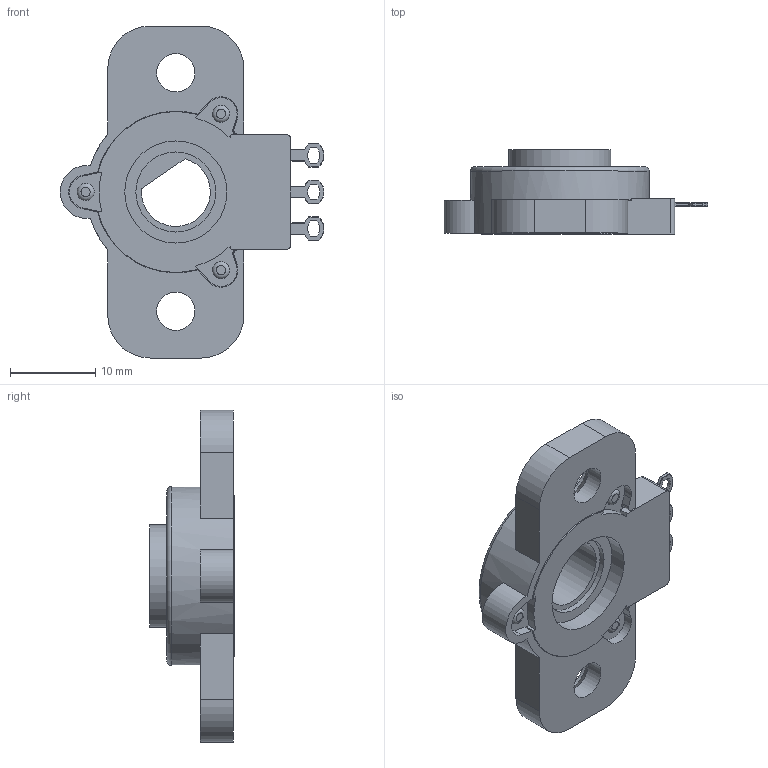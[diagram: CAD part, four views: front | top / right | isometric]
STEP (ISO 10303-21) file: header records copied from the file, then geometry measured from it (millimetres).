
FILE_DESCRIPTION(/* description */ (''),/* implementation_level */ '2;1');
FILE_NAME(/* name */ 'PHS21.stp',/* time_stamp */ '2021-10-14T10:54:34-04:00',/* author */ ('avery.harrell'),/* organization */ (''),/* preprocessor_version */ 'ST-DEVELOPER v17.2',/* originating_system */ 'Autodesk Inventor 2019',/* authorisation */ '');
FILE_SCHEMA (('AUTOMOTIVE_DESIGN { 1 0 10303 214 3 1 1 }'));
Length unit declared in the file: millimetre
Products named in the file (6): PHS21; PHS21 body; PHS21 core-terms; PHS21 Core; PHS21 Term; PHS21 plastic weld
Assembly tree (9 placements, depth 3):
  PHS21
    PHS21 body
    PHS21 core-terms
      PHS21 Core
      PHS21 Term  x3
    PHS21 plastic weld  x3
Bounding box: 31 x 9.9 x 39 mm (x, y, z)
Volume: 3535.3 mm3; surface area: 3783.9 mm2
Topology: 8 solids, 8 shells, 372 faces, 959 edges, 622 vertices
Faces by surface type: plane 287, cylinder 55, cone 26, torus 4
Full cylindrical faces by diameter (mm): 0.9 x6, 4.5 x2, 7.25 x2, 9.4 x1, 9.6 x1, 9.7 x1, 12 x2, 21 x1
Entity records: 9608 total; most frequent: CARTESIAN_POINT 1696, ORIENTED_EDGE 1606, DIRECTION 1555, EDGE_CURVE 803, LINE 653, VECTOR 653, VERTEX_POINT 528, AXIS2_PLACEMENT_3D 451
